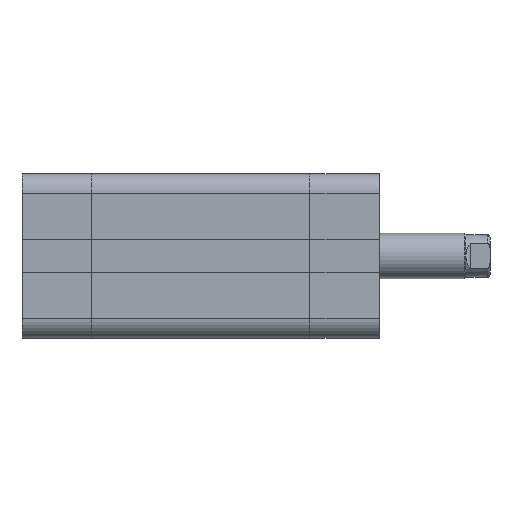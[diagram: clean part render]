
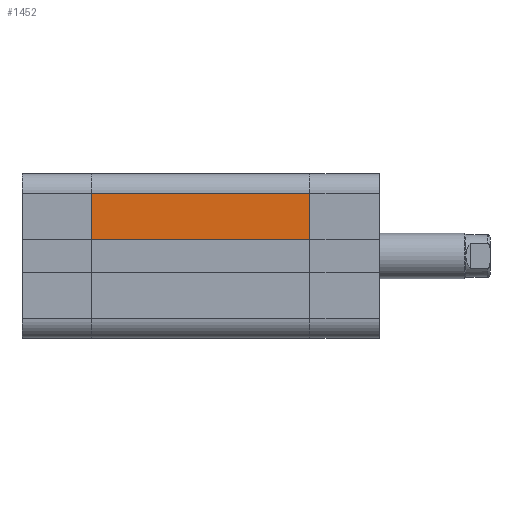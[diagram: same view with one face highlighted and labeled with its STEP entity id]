
A CAD part, front view. The second image highlights one B-rep face of the part: STEP entity #1452.
In plain terms, the highlighted planar face has unit normal (0, -1, 0).
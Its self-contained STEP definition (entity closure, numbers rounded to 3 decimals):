
#424 = CARTESIAN_POINT ( 'NONE',  ( -2.85, -14.5, 0. ) ) ;
#438 = CARTESIAN_POINT ( 'NONE',  ( -2.85, -14.5, -38.5 ) ) ;
#439 = CARTESIAN_POINT ( 'NONE',  ( -11., -14.5, 0. ) ) ;
#443 = CARTESIAN_POINT ( 'NONE',  ( -11., -14.5, -38.5 ) ) ;
#1343 = EDGE_LOOP ( 'NONE', ( #7927, #7928, #7929, #7930 ) ) ;
#1452 = ADVANCED_FACE ( 'NONE', ( #4660 ), #3483, .T. ) ;
#1776 = EDGE_CURVE ( 'NONE', #3662, #3648, #5027, .T. ) ;
#1777 = EDGE_CURVE ( 'NONE', #3648, #3614, #5042, .T. ) ;
#1778 = EDGE_CURVE ( 'NONE', #3651, #3614, #5046, .T. ) ;
#1787 = EDGE_CURVE ( 'NONE', #3662, #3651, #5060, .T. ) ;
#2394 = AXIS2_PLACEMENT_3D ( 'NONE', #3484, #3481, #3480 ) ;
#3480 = DIRECTION ( 'NONE',  ( 0., 0., -1. ) ) ;
#3481 = DIRECTION ( 'NONE',  ( 0., -1., 0. ) ) ;
#3483 = PLANE ( 'NONE',  #2394 ) ;
#3484 = CARTESIAN_POINT ( 'NONE',  ( -11., -14.5, -38.5 ) ) ;
#3614 = VERTEX_POINT ( 'NONE', #424 ) ;
#3648 = VERTEX_POINT ( 'NONE', #438 ) ;
#3651 = VERTEX_POINT ( 'NONE', #439 ) ;
#3662 = VERTEX_POINT ( 'NONE', #443 ) ;
#4660 = FACE_OUTER_BOUND ( 'NONE', #1343, .T. ) ;
#5027 = LINE ( 'NONE', #5392, #5034 ) ;
#5034 = VECTOR ( 'NONE', #5393, 1000. ) ;
#5042 = LINE ( 'NONE', #5383, #5044 ) ;
#5044 = VECTOR ( 'NONE', #5395, 1000. ) ;
#5046 = LINE ( 'NONE', #5396, #5047 ) ;
#5047 = VECTOR ( 'NONE', #5397, 1000. ) ;
#5060 = LINE ( 'NONE', #5404, #5062 ) ;
#5062 = VECTOR ( 'NONE', #5416, 1000. ) ;
#5383 = CARTESIAN_POINT ( 'NONE',  ( -2.85, -14.5, -38.5 ) ) ;
#5392 = CARTESIAN_POINT ( 'NONE',  ( -11., -14.5, -38.5 ) ) ;
#5393 = DIRECTION ( 'NONE',  ( 1., 0., 0. ) ) ;
#5395 = DIRECTION ( 'NONE',  ( 0., 0., 1. ) ) ;
#5396 = CARTESIAN_POINT ( 'NONE',  ( -11., -14.5, 0. ) ) ;
#5397 = DIRECTION ( 'NONE',  ( 1., 0., 0. ) ) ;
#5404 = CARTESIAN_POINT ( 'NONE',  ( -11., -14.5, -38.5 ) ) ;
#5416 = DIRECTION ( 'NONE',  ( 0., 0., 1. ) ) ;
#7927 = ORIENTED_EDGE ( 'NONE', *, *, #1777, .T. ) ;
#7928 = ORIENTED_EDGE ( 'NONE', *, *, #1778, .F. ) ;
#7929 = ORIENTED_EDGE ( 'NONE', *, *, #1787, .F. ) ;
#7930 = ORIENTED_EDGE ( 'NONE', *, *, #1776, .T. ) ;
